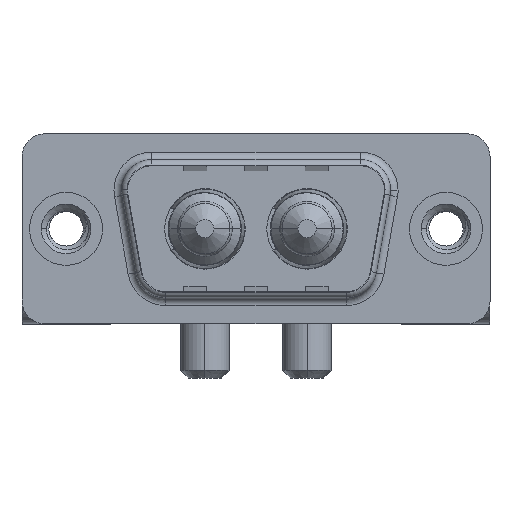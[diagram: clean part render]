
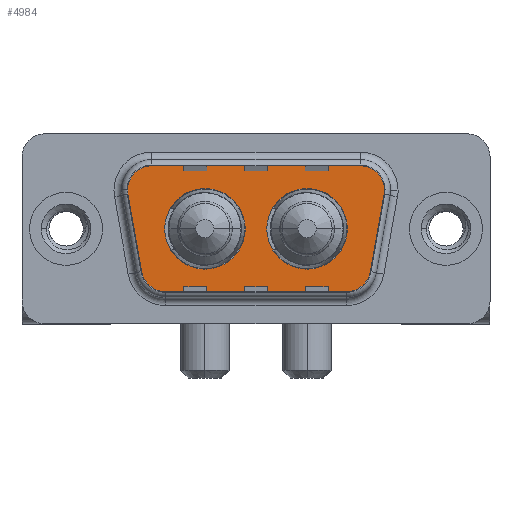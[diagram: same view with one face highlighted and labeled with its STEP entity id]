
A CAD part, top view. The second image highlights one B-rep face of the part: STEP entity #4984.
In plain terms, the highlighted planar face has unit normal (0, 0, 1).
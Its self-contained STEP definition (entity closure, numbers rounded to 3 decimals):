
#19 = DIRECTION ( 'NONE',  ( -1., 0., 0. ) ) ;
#137 = DIRECTION ( 'NONE',  ( 0., 0., 1. ) ) ;
#305 = CIRCLE ( 'NONE', #5277, 2.65 ) ;
#509 = CARTESIAN_POINT ( 'NONE',  ( 18.51, 0., 0. ) ) ;
#510 = EDGE_CURVE ( 'NONE', #8910, #9657, #5276, .T. ) ;
#522 = EDGE_CURVE ( 'NONE', #9657, #10142, #4246, .T. ) ;
#552 = EDGE_CURVE ( 'NONE', #5647, #7074, #6273, .T. ) ;
#646 = EDGE_LOOP ( 'NONE', ( #1633, #9256 ) ) ;
#679 = VERTEX_POINT ( 'NONE', #6762 ) ;
#720 = EDGE_CURVE ( 'NONE', #4482, #1893, #10824, .T. ) ;
#894 = FACE_BOUND ( 'NONE', #8837, .T. ) ;
#1026 = DIRECTION ( 'NONE',  ( 1., 0., 0. ) ) ;
#1039 = VERTEX_POINT ( 'NONE', #2109 ) ;
#1305 = ORIENTED_EDGE ( 'NONE', *, *, #510, .T. ) ;
#1416 = AXIS2_PLACEMENT_3D ( 'NONE', #2577, #12051, #9249 ) ;
#1538 = DIRECTION ( 'NONE',  ( 1., 0., 0. ) ) ;
#1579 = ORIENTED_EDGE ( 'NONE', *, *, #552, .T. ) ;
#1633 = ORIENTED_EDGE ( 'NONE', *, *, #10301, .F. ) ;
#1790 = ORIENTED_EDGE ( 'NONE', *, *, #522, .T. ) ;
#1791 = CIRCLE ( 'NONE', #4979, 2. ) ;
#1809 = CARTESIAN_POINT ( 'NONE',  ( 15.86, 0., 0. ) ) ;
#1893 = VERTEX_POINT ( 'NONE', #7627 ) ;
#1903 = EDGE_CURVE ( 'NONE', #10142, #4482, #6448, .T. ) ;
#2084 = CARTESIAN_POINT ( 'NONE',  ( 19.564, 2.9, 0. ) ) ;
#2109 = CARTESIAN_POINT ( 'NONE',  ( 11.79, 0., 0. ) ) ;
#2201 = CARTESIAN_POINT ( 'NONE',  ( 5.436, 2.9, 0. ) ) ;
#2338 = CARTESIAN_POINT ( 'NONE',  ( 5.436, 4.9, 0. ) ) ;
#2577 = CARTESIAN_POINT ( 'NONE',  ( 9.14, 0., 0. ) ) ;
#2989 = AXIS2_PLACEMENT_3D ( 'NONE', #10544, #137, #4873 ) ;
#3383 = CIRCLE ( 'NONE', #8364, 2. ) ;
#3417 = DIRECTION ( 'NONE',  ( 0., 0., 1. ) ) ;
#3428 = DIRECTION ( 'NONE',  ( 1., 0., 0. ) ) ;
#3520 = FACE_OUTER_BOUND ( 'NONE', #4594, .T. ) ;
#3583 = ORIENTED_EDGE ( 'NONE', *, *, #1903, .T. ) ;
#3635 = CARTESIAN_POINT ( 'NONE',  ( 21.534, 2.553, 0. ) ) ;
#3652 = CARTESIAN_POINT ( 'NONE',  ( 21.534, 2.553, 0. ) ) ;
#3711 = ORIENTED_EDGE ( 'NONE', *, *, #10406, .T. ) ;
#3746 = EDGE_CURVE ( 'NONE', #1039, #9422, #305, .T. ) ;
#3747 = VERTEX_POINT ( 'NONE', #509 ) ;
#3752 = AXIS2_PLACEMENT_3D ( 'NONE', #1809, #12155, #6489 ) ;
#4246 = CIRCLE ( 'NONE', #11841, 2. ) ;
#4294 = CARTESIAN_POINT ( 'NONE',  ( 3.466, 2.553, 0. ) ) ;
#4339 = CARTESIAN_POINT ( 'NONE',  ( 3.466, 2.553, 0. ) ) ;
#4450 = DIRECTION ( 'NONE',  ( 0., 0., 1. ) ) ;
#4482 = VERTEX_POINT ( 'NONE', #3652 ) ;
#4594 = EDGE_LOOP ( 'NONE', ( #1790, #3583, #10010, #10165, #11255, #3711, #1579, #10234, #1305 ) ) ;
#4700 = EDGE_CURVE ( 'NONE', #11660, #9451, #10063, .T. ) ;
#4797 = ORIENTED_EDGE ( 'NONE', *, *, #11711, .F. ) ;
#4868 = VECTOR ( 'NONE', #1538, 1000. ) ;
#4873 = DIRECTION ( 'NONE',  ( 1., 0., 0. ) ) ;
#4979 = AXIS2_PLACEMENT_3D ( 'NONE', #2201, #9867, #3428 ) ;
#4984 = ADVANCED_FACE ( 'NONE', ( #12054, #894, #3520 ), #6508, .T. ) ;
#5009 = DIRECTION ( 'NONE',  ( 0., 0., 1. ) ) ;
#5276 = LINE ( 'NONE', #10135, #4868 ) ;
#5277 = AXIS2_PLACEMENT_3D ( 'NONE', #9049, #9627, #1026 ) ;
#5330 = CARTESIAN_POINT ( 'NONE',  ( 6.49, 0., 0. ) ) ;
#5381 = CARTESIAN_POINT ( 'NONE',  ( 19.564, 4.9, 0. ) ) ;
#5504 = DIRECTION ( 'NONE',  ( 1., 0., 0. ) ) ;
#5647 = VERTEX_POINT ( 'NONE', #4294 ) ;
#5691 = AXIS2_PLACEMENT_3D ( 'NONE', #12293, #4450, #5504 ) ;
#5804 = DIRECTION ( 'NONE',  ( 0., 0., 1. ) ) ;
#6273 = LINE ( 'NONE', #4339, #10028 ) ;
#6448 = LINE ( 'NONE', #3635, #10742 ) ;
#6489 = DIRECTION ( 'NONE',  ( 1., 0., 0. ) ) ;
#6508 = PLANE ( 'NONE',  #5691 ) ;
#6695 = VECTOR ( 'NONE', #8009, 1000. ) ;
#6762 = CARTESIAN_POINT ( 'NONE',  ( 13.21, 0., 0. ) ) ;
#7074 = VERTEX_POINT ( 'NONE', #8167 ) ;
#7213 = DIRECTION ( 'NONE',  ( 1., 0., 0. ) ) ;
#7439 = DIRECTION ( 'NONE',  ( 0.174, 0.985, 0. ) ) ;
#7626 = CARTESIAN_POINT ( 'NONE',  ( 6.459, -2.9, 0. ) ) ;
#7627 = CARTESIAN_POINT ( 'NONE',  ( 21.564, 2.9, 0. ) ) ;
#7689 = DIRECTION ( 'NONE',  ( 0., 0., 1. ) ) ;
#7753 = DIRECTION ( 'NONE',  ( -1., 0., 0. ) ) ;
#8009 = DIRECTION ( 'NONE',  ( -1., 0., 0. ) ) ;
#8086 = ORIENTED_EDGE ( 'NONE', *, *, #3746, .F. ) ;
#8167 = CARTESIAN_POINT ( 'NONE',  ( 4.489, -3.247, 0. ) ) ;
#8364 = AXIS2_PLACEMENT_3D ( 'NONE', #8868, #5804, #10604 ) ;
#8445 = EDGE_CURVE ( 'NONE', #1893, #11660, #3383, .T. ) ;
#8837 = EDGE_LOOP ( 'NONE', ( #8086, #4797 ) ) ;
#8859 = EDGE_CURVE ( 'NONE', #679, #3747, #11350, .T. ) ;
#8868 = CARTESIAN_POINT ( 'NONE',  ( 19.564, 2.9, 0. ) ) ;
#8910 = VERTEX_POINT ( 'NONE', #12091 ) ;
#8970 = CIRCLE ( 'NONE', #11348, 2. ) ;
#9049 = CARTESIAN_POINT ( 'NONE',  ( 9.14, 0., 0. ) ) ;
#9127 = CARTESIAN_POINT ( 'NONE',  ( 20.511, -3.247, 0. ) ) ;
#9249 = DIRECTION ( 'NONE',  ( 1., 0., 0. ) ) ;
#9256 = ORIENTED_EDGE ( 'NONE', *, *, #8859, .F. ) ;
#9261 = CARTESIAN_POINT ( 'NONE',  ( 18.541, -4.9, 0. ) ) ;
#9422 = VERTEX_POINT ( 'NONE', #5330 ) ;
#9451 = VERTEX_POINT ( 'NONE', #10013 ) ;
#9627 = DIRECTION ( 'NONE',  ( 0., 0., 1. ) ) ;
#9657 = VERTEX_POINT ( 'NONE', #9261 ) ;
#9867 = DIRECTION ( 'NONE',  ( 0., 0., 1. ) ) ;
#10010 = ORIENTED_EDGE ( 'NONE', *, *, #720, .T. ) ;
#10013 = CARTESIAN_POINT ( 'NONE',  ( 5.436, 4.9, 0. ) ) ;
#10028 = VECTOR ( 'NONE', #10076, 1000. ) ;
#10063 = LINE ( 'NONE', #2338, #6695 ) ;
#10076 = DIRECTION ( 'NONE',  ( 0.174, -0.985, 0. ) ) ;
#10135 = CARTESIAN_POINT ( 'NONE',  ( 6.459, -4.9, 0. ) ) ;
#10142 = VERTEX_POINT ( 'NONE', #9127 ) ;
#10165 = ORIENTED_EDGE ( 'NONE', *, *, #8445, .T. ) ;
#10234 = ORIENTED_EDGE ( 'NONE', *, *, #10318, .T. ) ;
#10301 = EDGE_CURVE ( 'NONE', #3747, #679, #10940, .T. ) ;
#10318 = EDGE_CURVE ( 'NONE', #7074, #8910, #8970, .T. ) ;
#10406 = EDGE_CURVE ( 'NONE', #9451, #5647, #1791, .T. ) ;
#10544 = CARTESIAN_POINT ( 'NONE',  ( 15.86, 0., 0. ) ) ;
#10604 = DIRECTION ( 'NONE',  ( -1., 0., 0. ) ) ;
#10629 = AXIS2_PLACEMENT_3D ( 'NONE', #2084, #5009, #19 ) ;
#10742 = VECTOR ( 'NONE', #7439, 1000. ) ;
#10824 = CIRCLE ( 'NONE', #10629, 2. ) ;
#10940 = CIRCLE ( 'NONE', #2989, 2.65 ) ;
#11255 = ORIENTED_EDGE ( 'NONE', *, *, #4700, .T. ) ;
#11348 = AXIS2_PLACEMENT_3D ( 'NONE', #7626, #7689, #7753 ) ;
#11350 = CIRCLE ( 'NONE', #3752, 2.65 ) ;
#11660 = VERTEX_POINT ( 'NONE', #5381 ) ;
#11711 = EDGE_CURVE ( 'NONE', #9422, #1039, #12170, .T. ) ;
#11841 = AXIS2_PLACEMENT_3D ( 'NONE', #12132, #3417, #7213 ) ;
#12051 = DIRECTION ( 'NONE',  ( 0., 0., 1. ) ) ;
#12054 = FACE_BOUND ( 'NONE', #646, .T. ) ;
#12091 = CARTESIAN_POINT ( 'NONE',  ( 6.459, -4.9, 0. ) ) ;
#12132 = CARTESIAN_POINT ( 'NONE',  ( 18.541, -2.9, 0. ) ) ;
#12155 = DIRECTION ( 'NONE',  ( 0., 0., 1. ) ) ;
#12170 = CIRCLE ( 'NONE', #1416, 2.65 ) ;
#12293 = CARTESIAN_POINT ( 'NONE',  ( 18.541, -2.9, 0. ) ) ;
